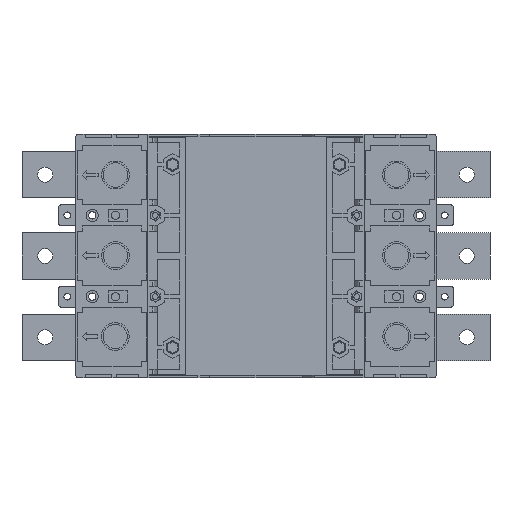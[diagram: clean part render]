
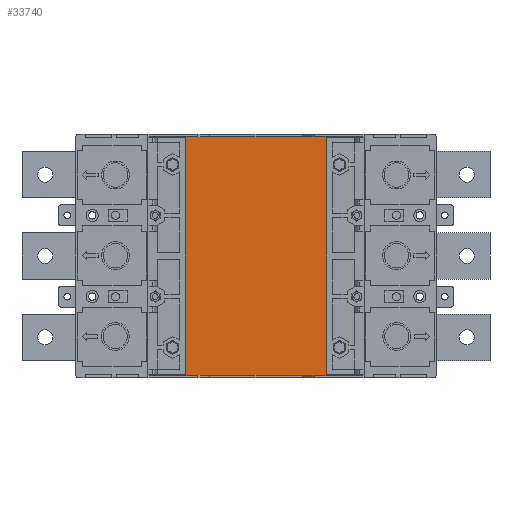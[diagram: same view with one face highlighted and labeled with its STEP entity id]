
A CAD part, front view. The second image highlights one B-rep face of the part: STEP entity #33740.
In plain terms, the highlighted planar face has unit normal (0, -1, 0).
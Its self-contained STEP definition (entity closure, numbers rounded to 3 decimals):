
#1077 = ORIENTED_EDGE ( 'NONE', *, *, #37282, .T. ) ;
#1207 = DIRECTION ( 'NONE',  ( 0., 0., 1. ) ) ;
#1996 = AXIS2_PLACEMENT_3D ( 'NONE', #25490, #60282, #24525 ) ;
#2144 = CARTESIAN_POINT ( 'NONE',  ( 0., 38.5, -102. ) ) ;
#2331 = EDGE_CURVE ( 'NONE', #44969, #55749, #10238, .T. ) ;
#2966 = DIRECTION ( 'NONE',  ( 0., 0., 1. ) ) ;
#4908 = VECTOR ( 'NONE', #17993, 1000. ) ;
#5074 = DIRECTION ( 'NONE',  ( 0., 0., 1. ) ) ;
#5497 = EDGE_CURVE ( 'NONE', #56732, #43666, #50333, .T. ) ;
#6039 = EDGE_CURVE ( 'NONE', #48296, #47824, #56109, .T. ) ;
#7346 = DIRECTION ( 'NONE',  ( -1., 0., 0. ) ) ;
#7870 = VERTEX_POINT ( 'NONE', #59901 ) ;
#8276 = ORIENTED_EDGE ( 'NONE', *, *, #58264, .F. ) ;
#9170 = EDGE_LOOP ( 'NONE', ( #28343, #41627, #10826, #19793, #1077, #12365, #60940, #8276, #43834, #61699, #11015, #21296 ) ) ;
#9347 = CARTESIAN_POINT ( 'NONE',  ( -93., 38.5, 0. ) ) ;
#9680 = CARTESIAN_POINT ( 'NONE',  ( 93., 38.5, 0. ) ) ;
#9956 = LINE ( 'NONE', #49605, #33641 ) ;
#10238 = LINE ( 'NONE', #55097, #29553 ) ;
#10826 = ORIENTED_EDGE ( 'NONE', *, *, #6039, .T. ) ;
#11015 = ORIENTED_EDGE ( 'NONE', *, *, #2331, .F. ) ;
#11917 = CARTESIAN_POINT ( 'NONE',  ( -93., 38.5, 0. ) ) ;
#12365 = ORIENTED_EDGE ( 'NONE', *, *, #23532, .T. ) ;
#12929 = CARTESIAN_POINT ( 'NONE',  ( 0., 38.5, 102. ) ) ;
#14005 = VERTEX_POINT ( 'NONE', #39674 ) ;
#15585 = DIRECTION ( 'NONE',  ( 1., 0., 0. ) ) ;
#16033 = DIRECTION ( 'NONE',  ( -1., 0., 0. ) ) ;
#16095 = CARTESIAN_POINT ( 'NONE',  ( -61., 38.5, 102.5 ) ) ;
#16958 = LINE ( 'NONE', #32553, #47136 ) ;
#17288 = VECTOR ( 'NONE', #57470, 1000. ) ;
#17993 = DIRECTION ( 'NONE',  ( -1., 0., 0. ) ) ;
#19639 = CARTESIAN_POINT ( 'NONE',  ( 61., 38.5, 102. ) ) ;
#19793 = ORIENTED_EDGE ( 'NONE', *, *, #49811, .T. ) ;
#19947 = CARTESIAN_POINT ( 'NONE',  ( 0., 38.5, 102. ) ) ;
#20059 = LINE ( 'NONE', #9347, #44610 ) ;
#21296 = ORIENTED_EDGE ( 'NONE', *, *, #54765, .F. ) ;
#21583 = VECTOR ( 'NONE', #16033, 1000. ) ;
#23532 = EDGE_CURVE ( 'NONE', #7870, #60593, #55481, .T. ) ;
#24525 = DIRECTION ( 'NONE',  ( -1., 0., 0. ) ) ;
#25490 = CARTESIAN_POINT ( 'NONE',  ( 0., 38.5, 0. ) ) ;
#28343 = ORIENTED_EDGE ( 'NONE', *, *, #5497, .T. ) ;
#29021 = CARTESIAN_POINT ( 'NONE',  ( 61., 38.5, 102.5 ) ) ;
#29553 = VECTOR ( 'NONE', #44363, 1000. ) ;
#29787 = VECTOR ( 'NONE', #15585, 1000. ) ;
#30339 = LINE ( 'NONE', #19947, #21583 ) ;
#30445 = CARTESIAN_POINT ( 'NONE',  ( -93., 38.5, -102.5 ) ) ;
#30487 = EDGE_CURVE ( 'NONE', #51527, #14005, #30339, .T. ) ;
#32553 = CARTESIAN_POINT ( 'NONE',  ( 93., 38.5, 0. ) ) ;
#32960 = VECTOR ( 'NONE', #7346, 1000. ) ;
#33631 = CARTESIAN_POINT ( 'NONE',  ( -61., 38.5, -102. ) ) ;
#33641 = VECTOR ( 'NONE', #5074, 1000. ) ;
#33740 = ADVANCED_FACE ( 'NONE', ( #49545 ), #50185, .F. ) ;
#34816 = VECTOR ( 'NONE', #40799, 1000. ) ;
#36300 = LINE ( 'NONE', #11917, #62080 ) ;
#37282 = EDGE_CURVE ( 'NONE', #46058, #7870, #37960, .T. ) ;
#37672 = CARTESIAN_POINT ( 'NONE',  ( 61., 38.5, -102. ) ) ;
#37679 = EDGE_CURVE ( 'NONE', #60593, #42580, #39092, .T. ) ;
#37960 = LINE ( 'NONE', #12929, #17288 ) ;
#37987 = CARTESIAN_POINT ( 'NONE',  ( -93., 38.5, 102.5 ) ) ;
#38490 = CARTESIAN_POINT ( 'NONE',  ( 93., 38.5, -102.5 ) ) ;
#39092 = LINE ( 'NONE', #29021, #4908 ) ;
#39674 = CARTESIAN_POINT ( 'NONE',  ( -93., 38.5, 102. ) ) ;
#40799 = DIRECTION ( 'NONE',  ( 0., 0., 1. ) ) ;
#41173 = DIRECTION ( 'NONE',  ( 0., 0., 1. ) ) ;
#41627 = ORIENTED_EDGE ( 'NONE', *, *, #41969, .T. ) ;
#41826 = CARTESIAN_POINT ( 'NONE',  ( 93., 38.5, -102. ) ) ;
#41969 = EDGE_CURVE ( 'NONE', #43666, #48296, #16958, .T. ) ;
#42580 = VERTEX_POINT ( 'NONE', #37987 ) ;
#43210 = EDGE_CURVE ( 'NONE', #55749, #51527, #51503, .T. ) ;
#43373 = CARTESIAN_POINT ( 'NONE',  ( -93., 38.5, -102. ) ) ;
#43666 = VERTEX_POINT ( 'NONE', #38490 ) ;
#43834 = ORIENTED_EDGE ( 'NONE', *, *, #30487, .F. ) ;
#44337 = CARTESIAN_POINT ( 'NONE',  ( 93., 38.5, 102.5 ) ) ;
#44363 = DIRECTION ( 'NONE',  ( 1., 0., 0. ) ) ;
#44610 = VECTOR ( 'NONE', #49004, 1000. ) ;
#44743 = VECTOR ( 'NONE', #1207, 1000. ) ;
#44969 = VERTEX_POINT ( 'NONE', #43373 ) ;
#46058 = VERTEX_POINT ( 'NONE', #19639 ) ;
#47136 = VECTOR ( 'NONE', #2966, 1000. ) ;
#47824 = VERTEX_POINT ( 'NONE', #37672 ) ;
#48296 = VERTEX_POINT ( 'NONE', #41826 ) ;
#49004 = DIRECTION ( 'NONE',  ( 0., 0., 1. ) ) ;
#49545 = FACE_OUTER_BOUND ( 'NONE', #9170, .T. ) ;
#49605 = CARTESIAN_POINT ( 'NONE',  ( 61., 38.5, 102.5 ) ) ;
#49811 = EDGE_CURVE ( 'NONE', #47824, #46058, #9956, .T. ) ;
#50185 = PLANE ( 'NONE',  #1996 ) ;
#50333 = LINE ( 'NONE', #60115, #29787 ) ;
#51503 = LINE ( 'NONE', #16095, #34816 ) ;
#51527 = VERTEX_POINT ( 'NONE', #61778 ) ;
#54765 = EDGE_CURVE ( 'NONE', #56732, #44969, #36300, .T. ) ;
#55097 = CARTESIAN_POINT ( 'NONE',  ( 0., 38.5, -102. ) ) ;
#55481 = LINE ( 'NONE', #9680, #44743 ) ;
#55749 = VERTEX_POINT ( 'NONE', #33631 ) ;
#56109 = LINE ( 'NONE', #2144, #32960 ) ;
#56732 = VERTEX_POINT ( 'NONE', #30445 ) ;
#57470 = DIRECTION ( 'NONE',  ( 1., 0., 0. ) ) ;
#58264 = EDGE_CURVE ( 'NONE', #14005, #42580, #20059, .T. ) ;
#59901 = CARTESIAN_POINT ( 'NONE',  ( 93., 38.5, 102. ) ) ;
#60115 = CARTESIAN_POINT ( 'NONE',  ( 61., 38.5, -102.5 ) ) ;
#60282 = DIRECTION ( 'NONE',  ( 0., 1., 0. ) ) ;
#60593 = VERTEX_POINT ( 'NONE', #44337 ) ;
#60940 = ORIENTED_EDGE ( 'NONE', *, *, #37679, .T. ) ;
#61699 = ORIENTED_EDGE ( 'NONE', *, *, #43210, .F. ) ;
#61778 = CARTESIAN_POINT ( 'NONE',  ( -61., 38.5, 102. ) ) ;
#62080 = VECTOR ( 'NONE', #41173, 1000. ) ;
